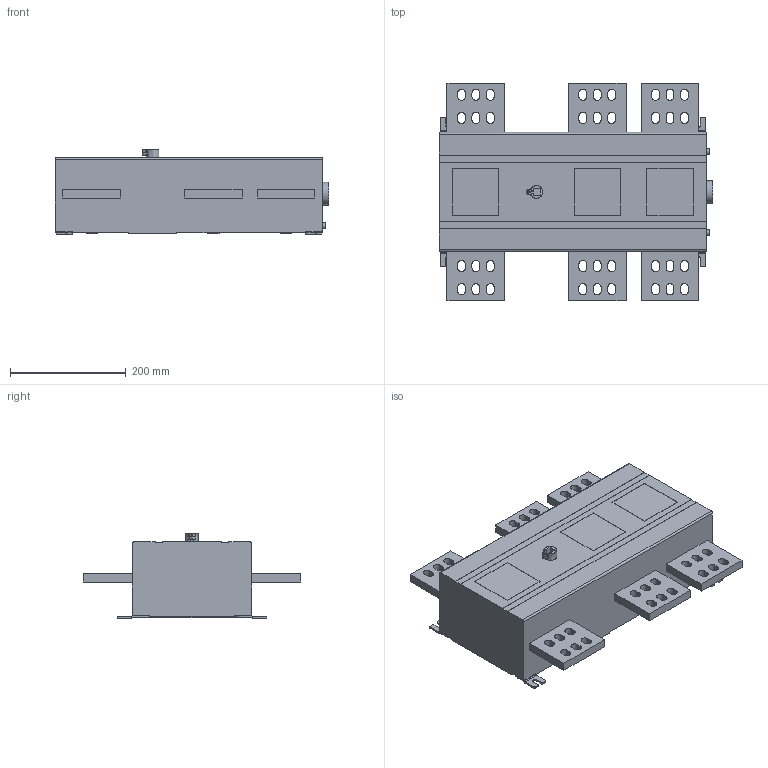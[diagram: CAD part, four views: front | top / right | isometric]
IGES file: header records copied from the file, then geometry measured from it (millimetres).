
Global section: file name: OT2500E12.igs; preprocessor: I-DEAS 3D IGES Translator 11; date: 20070601.162906; units: millimetre
Bounding box: 472.5 x 376.4 x 145.9 mm (x, y, z)
Volume: 13014405.7 mm3; surface area: 507599.5 mm2
Topology: 1 solids, 1 shells, 442 faces, 1261 edges, 842 vertices
Faces by surface type: bspline 442
